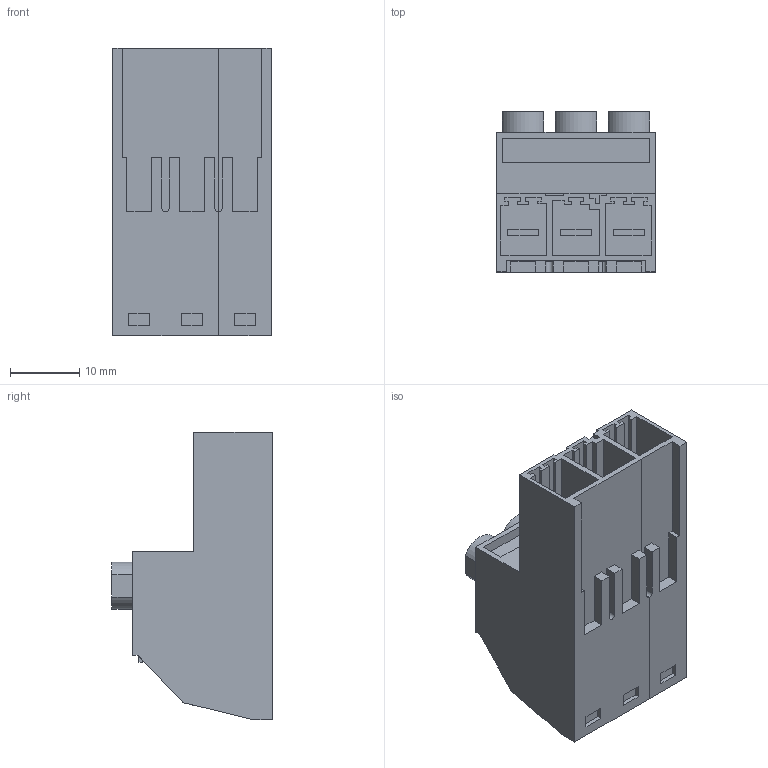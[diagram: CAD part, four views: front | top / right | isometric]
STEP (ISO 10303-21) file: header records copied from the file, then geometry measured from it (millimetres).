
FILE_DESCRIPTION(('CATIA V5 STEP Exchange','CAx-IF Rec.Pracs.--- Model Styling and Organization---1.4--- 2014-01-23'),'2;1');
FILE_NAME ('D1459463_1_1931630000_1931630000.stp','2023-02-01T15:28:02+00:00',('none'),('Weidmueller'),'CATIA Version 5-6 Release 2016 SP3 HF44','CATIA V5 STEP AP214','none');
FILE_SCHEMA(('AUTOMOTIVE_DESIGN { 1 0 10303 214 1 1 1 1 }'));
Length unit declared in the file: millimetre
Products named in the file (1): 1931630000
Bounding box: 22.86 x 23.1 x 41.45 mm (x, y, z)
Volume: 9669.8 mm3; surface area: 7747.9 mm2
Topology: 7 solids, 7 shells, 263 faces, 701 edges, 468 vertices
Faces by surface type: plane 240, cylinder 23
Entity records: 7945 total; most frequent: CARTESIAN_POINT 1414, ORIENTED_EDGE 1402, DIRECTION 1094, EDGE_CURVE 701, VECTOR 638, LINE 638, VERTEX_POINT 468, EDGE_LOOP 279
